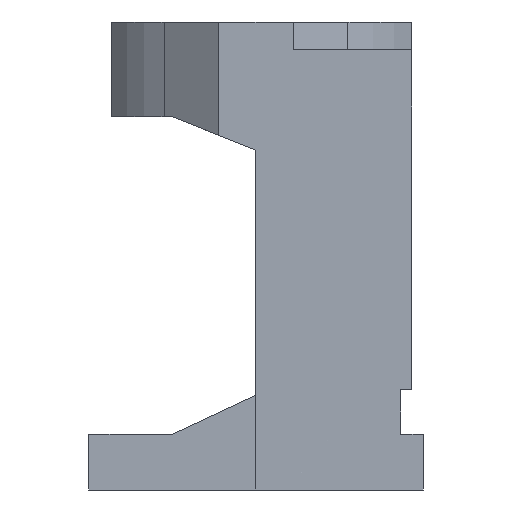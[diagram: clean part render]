
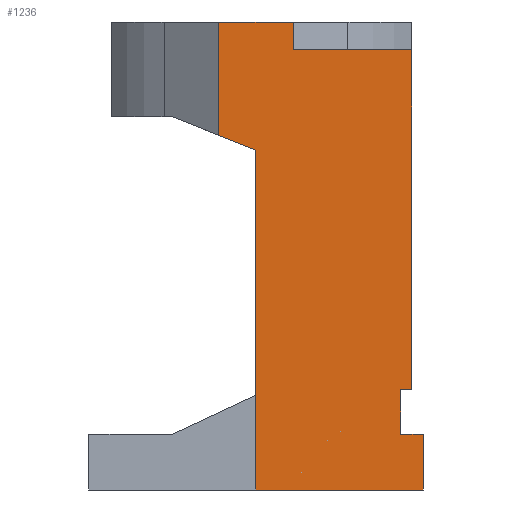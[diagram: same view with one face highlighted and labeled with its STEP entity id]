
A CAD part, left-side view. The second image highlights one B-rep face of the part: STEP entity #1236.
In plain terms, the highlighted planar face has unit normal (-1, 0, 0).
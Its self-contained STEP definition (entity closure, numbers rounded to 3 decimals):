
#29 = CARTESIAN_POINT ( 'NONE',  ( -35., -26., 4.5 ) ) ;
#149 = VERTEX_POINT ( 'NONE', #2473 ) ;
#168 = DIRECTION ( 'NONE',  ( 0., 0., -1. ) ) ;
#215 = CARTESIAN_POINT ( 'NONE',  ( -35., -26., 12.5 ) ) ;
#284 = VECTOR ( 'NONE', #387, 1000. ) ;
#286 = CARTESIAN_POINT ( 'NONE',  ( -35., -6.694, 78.5 ) ) ;
#359 = CARTESIAN_POINT ( 'NONE',  ( -35., 9.496, 59.298 ) ) ;
#360 = CARTESIAN_POINT ( 'NONE',  ( -35., -30., 73.5 ) ) ;
#361 = ORIENTED_EDGE ( 'NONE', *, *, #1269, .F. ) ;
#387 = DIRECTION ( 'NONE',  ( 0., -1., 0. ) ) ;
#423 = EDGE_CURVE ( 'NONE', #3657, #857, #780, .T. ) ;
#482 = EDGE_CURVE ( 'NONE', #2843, #3910, #2214, .T. ) ;
#486 = VECTOR ( 'NONE', #3769, 1000. ) ;
#515 = VECTOR ( 'NONE', #2242, 1000. ) ;
#582 = EDGE_CURVE ( 'NONE', #1529, #2592, #1205, .T. ) ;
#662 = DIRECTION ( 'NONE',  ( -1., 0., 0. ) ) ;
#755 = VECTOR ( 'NONE', #3958, 1000. ) ;
#780 = LINE ( 'NONE', #2006, #1687 ) ;
#839 = CARTESIAN_POINT ( 'NONE',  ( -35., -12.471, 78.5 ) ) ;
#857 = VERTEX_POINT ( 'NONE', #1986 ) ;
#887 = VECTOR ( 'NONE', #3125, 1000. ) ;
#965 = VERTEX_POINT ( 'NONE', #3283 ) ;
#967 = CARTESIAN_POINT ( 'NONE',  ( -35., -30., 4.5 ) ) ;
#1065 = ORIENTED_EDGE ( 'NONE', *, *, #582, .F. ) ;
#1205 = LINE ( 'NONE', #2738, #3577 ) ;
#1236 = ADVANCED_FACE ( 'NONE', ( #2201 ), #2490, .T. ) ;
#1269 = EDGE_CURVE ( 'NONE', #2592, #2176, #3658, .T. ) ;
#1291 = CARTESIAN_POINT ( 'NONE',  ( -35., -30., 73.5 ) ) ;
#1297 = VERTEX_POINT ( 'NONE', #3540 ) ;
#1306 = CARTESIAN_POINT ( 'NONE',  ( -35., 0., 73.5 ) ) ;
#1309 = EDGE_CURVE ( 'NONE', #857, #149, #2735, .T. ) ;
#1319 = CARTESIAN_POINT ( 'NONE',  ( -35., -26., 73.5 ) ) ;
#1365 = ORIENTED_EDGE ( 'NONE', *, *, #3785, .T. ) ;
#1411 = ORIENTED_EDGE ( 'NONE', *, *, #2074, .F. ) ;
#1413 = CARTESIAN_POINT ( 'NONE',  ( -35., 0., -5.5 ) ) ;
#1475 = ORIENTED_EDGE ( 'NONE', *, *, #423, .F. ) ;
#1529 = VERTEX_POINT ( 'NONE', #29 ) ;
#1556 = LINE ( 'NONE', #2102, #755 ) ;
#1687 = VECTOR ( 'NONE', #168, 1000. ) ;
#1709 = LINE ( 'NONE', #359, #887 ) ;
#1781 = VERTEX_POINT ( 'NONE', #1413 ) ;
#1897 = ORIENTED_EDGE ( 'NONE', *, *, #2980, .F. ) ;
#1912 = VECTOR ( 'NONE', #3456, 1000. ) ;
#1921 = CARTESIAN_POINT ( 'NONE',  ( -35., 0., -5.5 ) ) ;
#1986 = CARTESIAN_POINT ( 'NONE',  ( -35., -6.694, 73.5 ) ) ;
#2006 = CARTESIAN_POINT ( 'NONE',  ( -35., -6.694, 90.58 ) ) ;
#2032 = ORIENTED_EDGE ( 'NONE', *, *, #3889, .F. ) ;
#2040 = CARTESIAN_POINT ( 'NONE',  ( -35., 6.694, 58.178 ) ) ;
#2069 = ORIENTED_EDGE ( 'NONE', *, *, #3078, .F. ) ;
#2074 = EDGE_CURVE ( 'NONE', #149, #965, #3754, .T. ) ;
#2092 = DIRECTION ( 'NONE',  ( 0., -1., 0. ) ) ;
#2102 = CARTESIAN_POINT ( 'NONE',  ( -35., -30., 12.5 ) ) ;
#2153 = DIRECTION ( 'NONE',  ( 0., 0., 1. ) ) ;
#2170 = EDGE_CURVE ( 'NONE', #2176, #1781, #2631, .T. ) ;
#2176 = VERTEX_POINT ( 'NONE', #3151 ) ;
#2201 = FACE_OUTER_BOUND ( 'NONE', #3248, .T. ) ;
#2214 = LINE ( 'NONE', #3625, #3961 ) ;
#2242 = DIRECTION ( 'NONE',  ( 0., 0., -1. ) ) ;
#2325 = AXIS2_PLACEMENT_3D ( 'NONE', #360, #662, #2817 ) ;
#2455 = CARTESIAN_POINT ( 'NONE',  ( -35., 0., 73.5 ) ) ;
#2473 = CARTESIAN_POINT ( 'NONE',  ( -35., -28., 73.5 ) ) ;
#2490 = PLANE ( 'NONE',  #2325 ) ;
#2504 = VERTEX_POINT ( 'NONE', #215 ) ;
#2590 = DIRECTION ( 'NONE',  ( 0., 0., -1. ) ) ;
#2592 = VERTEX_POINT ( 'NONE', #967 ) ;
#2631 = LINE ( 'NONE', #1921, #1912 ) ;
#2714 = LINE ( 'NONE', #839, #3340 ) ;
#2735 = LINE ( 'NONE', #1306, #284 ) ;
#2738 = CARTESIAN_POINT ( 'NONE',  ( -35., -30., 4.5 ) ) ;
#2817 = DIRECTION ( 'NONE',  ( 0., 1., 0. ) ) ;
#2819 = VECTOR ( 'NONE', #2153, 1000. ) ;
#2843 = VERTEX_POINT ( 'NONE', #2040 ) ;
#2933 = VECTOR ( 'NONE', #2590, 1000. ) ;
#2980 = EDGE_CURVE ( 'NONE', #965, #2504, #1556, .T. ) ;
#2996 = DIRECTION ( 'NONE',  ( 0., 1., 0. ) ) ;
#3078 = EDGE_CURVE ( 'NONE', #1781, #1297, #3641, .T. ) ;
#3125 = DIRECTION ( 'NONE',  ( 0., -0.928, -0.371 ) ) ;
#3151 = CARTESIAN_POINT ( 'NONE',  ( -35., -30., -5.5 ) ) ;
#3188 = CARTESIAN_POINT ( 'NONE',  ( -35., 6.694, 78.5 ) ) ;
#3219 = CARTESIAN_POINT ( 'NONE',  ( -35., -28., 73.5 ) ) ;
#3248 = EDGE_LOOP ( 'NONE', ( #3864, #1365, #2069, #3867, #361, #1065, #2032, #1897, #1411, #3866, #1475, #4006 ) ) ;
#3283 = CARTESIAN_POINT ( 'NONE',  ( -35., -28., 12.5 ) ) ;
#3340 = VECTOR ( 'NONE', #2996, 1000. ) ;
#3456 = DIRECTION ( 'NONE',  ( 0., 1., 0. ) ) ;
#3510 = EDGE_CURVE ( 'NONE', #3657, #3910, #2714, .T. ) ;
#3540 = CARTESIAN_POINT ( 'NONE',  ( -35., 0., 55.5 ) ) ;
#3577 = VECTOR ( 'NONE', #2092, 1000. ) ;
#3625 = CARTESIAN_POINT ( 'NONE',  ( -35., 6.694, 73.5 ) ) ;
#3641 = LINE ( 'NONE', #2455, #2819 ) ;
#3657 = VERTEX_POINT ( 'NONE', #286 ) ;
#3658 = LINE ( 'NONE', #1291, #486 ) ;
#3754 = LINE ( 'NONE', #3219, #2933 ) ;
#3769 = DIRECTION ( 'NONE',  ( 0., 0., -1. ) ) ;
#3785 = EDGE_CURVE ( 'NONE', #2843, #1297, #1709, .T. ) ;
#3794 = LINE ( 'NONE', #1319, #515 ) ;
#3848 = DIRECTION ( 'NONE',  ( 0., 0., 1. ) ) ;
#3864 = ORIENTED_EDGE ( 'NONE', *, *, #482, .F. ) ;
#3866 = ORIENTED_EDGE ( 'NONE', *, *, #1309, .F. ) ;
#3867 = ORIENTED_EDGE ( 'NONE', *, *, #2170, .F. ) ;
#3889 = EDGE_CURVE ( 'NONE', #2504, #1529, #3794, .T. ) ;
#3910 = VERTEX_POINT ( 'NONE', #3188 ) ;
#3958 = DIRECTION ( 'NONE',  ( 0., 1., 0. ) ) ;
#3961 = VECTOR ( 'NONE', #3848, 1000. ) ;
#4006 = ORIENTED_EDGE ( 'NONE', *, *, #3510, .T. ) ;
